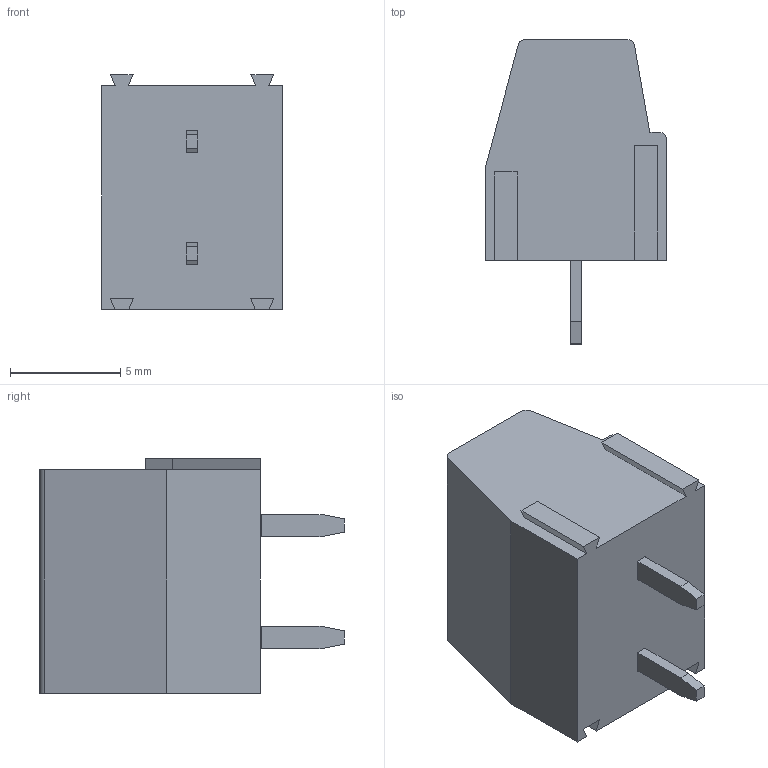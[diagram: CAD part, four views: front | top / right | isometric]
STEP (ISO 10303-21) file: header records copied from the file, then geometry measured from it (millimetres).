
FILE_DESCRIPTION (( 'STEP AP214' ), '1' );
FILE_NAME ('CUI_DEVICES_TB006-508-02BE.step', '2019-10-21T19:29:22', ( '' ), ( '' ), 'SwSTEP 2.0', 'SolidWorks 2019', '' );
FILE_SCHEMA (( 'AUTOMOTIVE_DESIGN' ));
Length unit declared in the file: millimetre
Products named in the file (2): TB006-508-02P_Blue - S; CUI_DEVICES_TB006-508-02BE
Assembly tree (1 placements, depth 2):
  CUI_DEVICES_TB006-508-02BE
    TB006-508-02P_Blue - S
Bounding box: 8.2 x 13.8 x 10.66 mm (x, y, z)
Volume: 689.6 mm3; surface area: 657.5 mm2
Topology: 1 solids, 3 shells, 110 faces, 272 edges, 176 vertices
Faces by surface type: plane 73, bspline 16, cylinder 13, cone 8
Entity records: 4748 total; most frequent: CARTESIAN_POINT 1612, ORIENTED_EDGE 544, DIRECTION 488, EDGE_CURVE 272, VECTOR 184, LINE 184, VERTEX_POINT 176, AXIS2_PLACEMENT_3D 152
